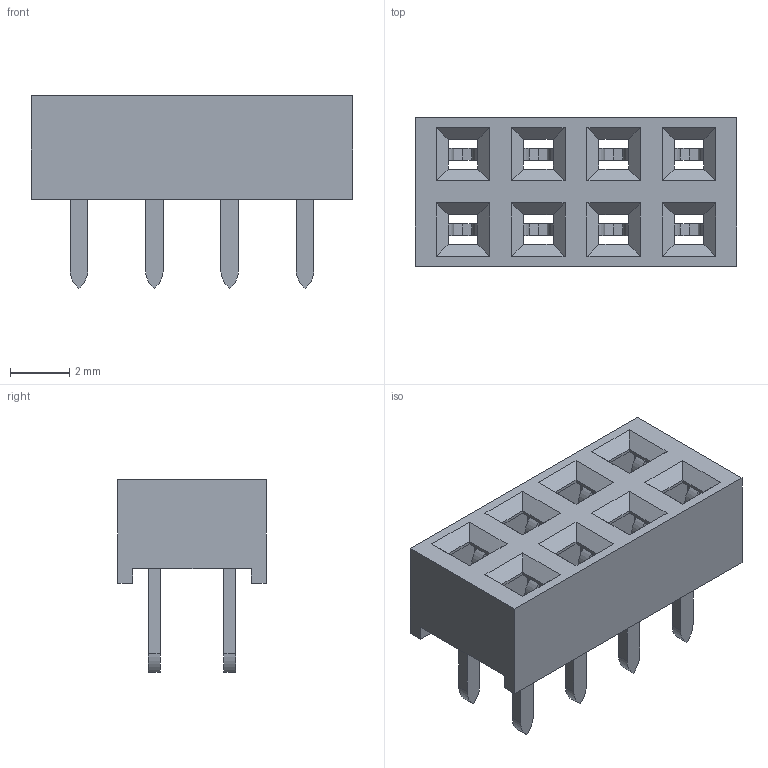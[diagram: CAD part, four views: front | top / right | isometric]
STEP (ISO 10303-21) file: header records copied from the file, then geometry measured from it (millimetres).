
FILE_DESCRIPTION(('FreeCAD Model'),'2;1');
FILE_NAME('2x02_H3.5.step','2016-10-28T12:25:58',('Author'),(''), 'Open CASCADE STEP processor 6.8','FreeCAD','Unknown');
FILE_SCHEMA(('AUTOMOTIVE_DESIGN_CC2 { 1 2 10303 214 -1 1 5 4 }'));
Length unit declared in the file: millimetre
Products named in the file (2): ASSEMBLY; 2x02_H3.5
Assembly tree (1 placements, depth 2):
  ASSEMBLY
    2x02_H3.5
Bounding box: 10.82 x 5 x 6.5 mm (x, y, z)
Volume: 121.7 mm3; surface area: 472.5 mm2
Topology: 9 solids, 9 shells, 242 faces, 616 edges, 400 vertices
Faces by surface type: plane 210, cylinder 32
Entity records: 16943 total; most frequent: CARTESIAN_POINT 2754, DIRECTION 2298, LINE 1650, VECTOR 1650, ORIENTED_EDGE 1232, PCURVE 1232, DEFINITIONAL_REPRESENTATION 1232, EDGE_CURVE 616
